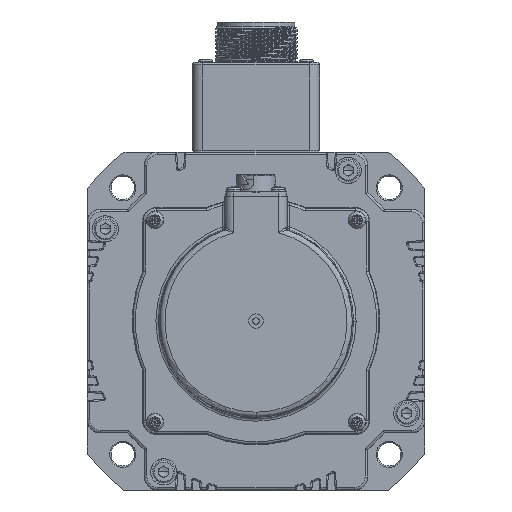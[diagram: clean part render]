
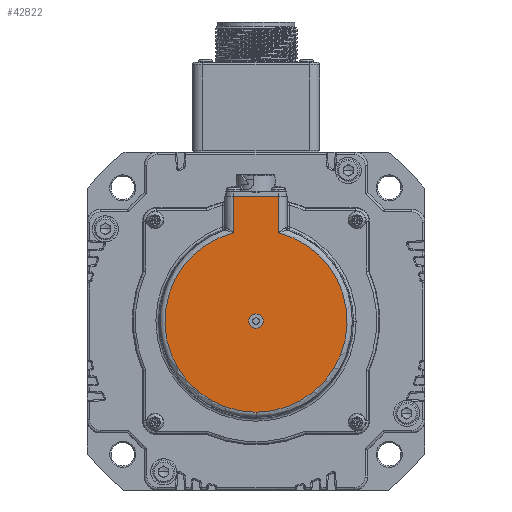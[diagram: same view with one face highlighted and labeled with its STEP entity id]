
A CAD part, front view. The second image highlights one B-rep face of the part: STEP entity #42822.
In plain terms, the highlighted planar face has unit normal (0, -1, 0).
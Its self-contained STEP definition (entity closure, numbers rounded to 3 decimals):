
#40964=CARTESIAN_POINT('',(-8.617,-67.5,-31.02));
#40965=VERTEX_POINT('',#40964);
#41071=CARTESIAN_POINT('',(8.617,-67.5,-31.02));
#41072=VERTEX_POINT('',#41071);
#41095=CARTESIAN_POINT('',(0.,-67.5,-100.056));
#41096=VERTEX_POINT('',#41095);
#41097=CARTESIAN_POINT('',(0.,-67.5,-65.));
#41098=DIRECTION('',(0.246,0.,0.969));
#41099=DIRECTION('',(0.,1.,0.));
#41100=AXIS2_PLACEMENT_3D('',#41097,#41099,#41098);
#41101=CIRCLE('',#41100,35.056);
#41102=EDGE_CURVE('',#41072,#41096,#41101,.T.);
#41145=CARTESIAN_POINT('',(0.,-67.5,-65.));
#41146=DIRECTION('',(0.,0.,-1.));
#41147=DIRECTION('',(0.,1.,0.));
#41148=AXIS2_PLACEMENT_3D('',#41145,#41147,#41146);
#41149=CIRCLE('',#41148,35.056);
#41150=EDGE_CURVE('',#41096,#40965,#41149,.T.);
#41162=CARTESIAN_POINT('',(0.,-67.5,-62.25));
#41163=VERTEX_POINT('',#41162);
#41170=CARTESIAN_POINT('',(0.,-67.5,-65.));
#41171=DIRECTION('',(0.,-0.,1.));
#41172=DIRECTION('',(-0.,-1.,0.));
#41173=AXIS2_PLACEMENT_3D('',#41170,#41172,#41171);
#41174=CIRCLE('',#41173,2.75);
#41175=EDGE_CURVE('',#41163,#41163,#41174,.T.);
#42769=CARTESIAN_POINT('',(-8.617,-67.5,-17.));
#42770=VERTEX_POINT('',#42769);
#42771=CARTESIAN_POINT('',(-8.617,-67.5,-31.02));
#42772=DIRECTION('',(0.,0.,1.));
#42773=VECTOR('',#42772,14.02);
#42774=LINE('',#42771,#42773);
#42775=EDGE_CURVE('',#40965,#42770,#42774,.T.);
#42795=CARTESIAN_POINT('',(0.,-67.5,-65.));
#42796=DIRECTION('',(0.,0.,-1.));
#42797=DIRECTION('',(0.,-1.,0.));
#42798=AXIS2_PLACEMENT_3D('',#42795,#42797,#42796);
#42799=PLANE('',#42798);
#42800=ORIENTED_EDGE('',*,*,#41150,.F.);
#42801=ORIENTED_EDGE('',*,*,#41102,.F.);
#42802=CARTESIAN_POINT('',(8.617,-67.5,-17.));
#42803=VERTEX_POINT('',#42802);
#42804=CARTESIAN_POINT('',(8.617,-67.5,-31.02));
#42805=DIRECTION('',(0.,0.,1.));
#42806=VECTOR('',#42805,14.02);
#42807=LINE('',#42804,#42806);
#42808=EDGE_CURVE('',#41072,#42803,#42807,.T.);
#42809=ORIENTED_EDGE('',*,*,#42808,.T.);
#42810=CARTESIAN_POINT('',(8.617,-67.5,-17.));
#42811=DIRECTION('',(-1.,0.,0.));
#42812=VECTOR('',#42811,17.234);
#42813=LINE('',#42810,#42812);
#42814=EDGE_CURVE('',#42803,#42770,#42813,.T.);
#42815=ORIENTED_EDGE('',*,*,#42814,.T.);
#42816=ORIENTED_EDGE('',*,*,#42775,.F.);
#42817=EDGE_LOOP('',(#42800,#42801,#42809,#42815,#42816));
#42818=FACE_OUTER_BOUND('',#42817,.T.);
#42819=ORIENTED_EDGE('',*,*,#41175,.F.);
#42820=EDGE_LOOP('',(#42819));
#42821=FACE_BOUND('',#42820,.T.);
#42822=ADVANCED_FACE('',(#42818,#42821),#42799,.T.);
